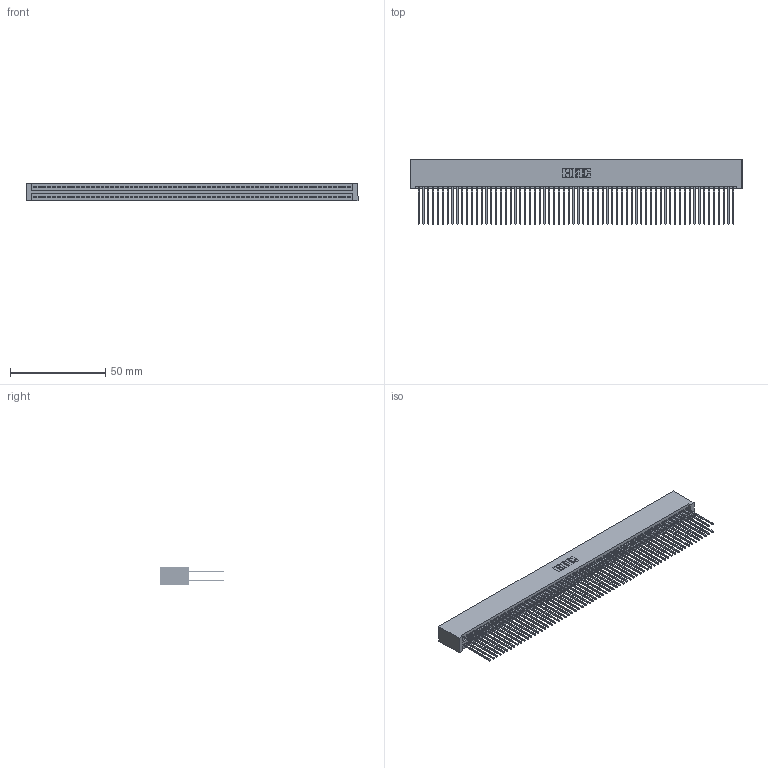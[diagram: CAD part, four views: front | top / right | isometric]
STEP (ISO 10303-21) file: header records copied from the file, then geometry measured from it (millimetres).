
FILE_DESCRIPTION (( 'STEP AP203' ), '1' );
FILE_NAME ('345-132-541-201.STEP', '2019-11-07T21:01:23', ( '' ), ( '' ), 'SwSTEP 2.0', 'SolidWorks 2016', '' );
FILE_SCHEMA (( 'CONFIG_CONTROL_DESIGN' ));
Length unit declared in the file: inch
Products named in the file (3): 345 Part_No Mounting Lugs; 345-132-541-201; 345-292-001_345-293-141
Assembly tree (133 placements, depth 2):
  345-132-541-201
    345 Part_No Mounting Lugs
    345-292-001_345-293-141  x132
Bounding box: 174.24 x 33.96 x 9.4 mm (x, y, z)
Volume: 18522.2 mm3; surface area: 31707 mm2
Topology: 133 solids, 133 shells, 6718 faces, 19985 edges, 13146 vertices
Faces by surface type: plane 4432, cylinder 2286
Entity records: 48295 total; most frequent: CARTESIAN_POINT 8072, ORIENTED_EDGE 8006, DIRECTION 7083, EDGE_CURVE 4003, LINE 3615, VECTOR 3615, VERTEX_POINT 2666, AXIS2_PLACEMENT_3D 1734
